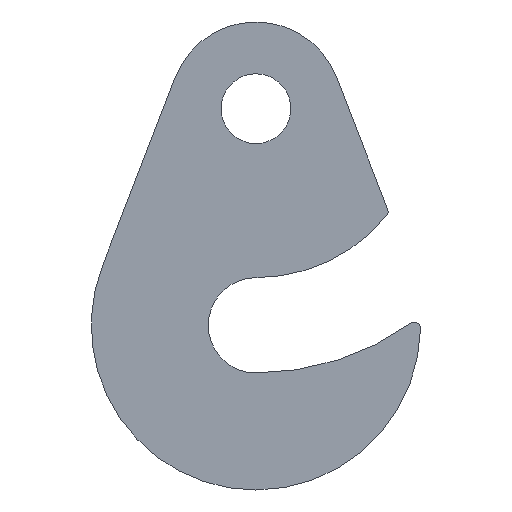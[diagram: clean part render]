
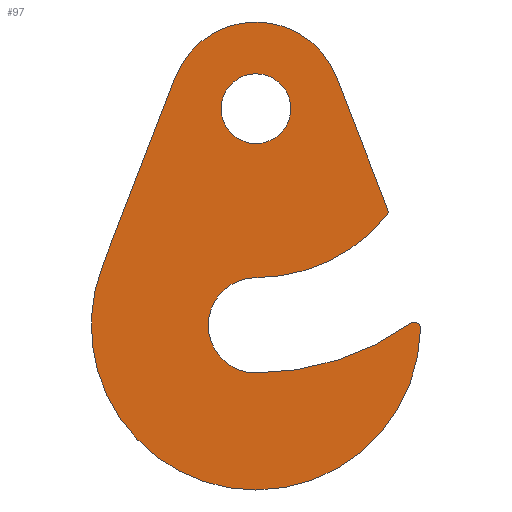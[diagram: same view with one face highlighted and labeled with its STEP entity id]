
A CAD part, front view. The second image highlights one B-rep face of the part: STEP entity #97.
In plain terms, the highlighted planar face has unit normal (0, -1, 0).
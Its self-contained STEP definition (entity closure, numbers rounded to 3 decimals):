
#5 = DIRECTION ( 'NONE',  ( 0., 0., -1. ) ) ;
#6 = DIRECTION ( 'NONE',  ( 0., 1., 0. ) ) ;
#7 = CARTESIAN_POINT ( 'NONE',  ( 0., 0., 0. ) ) ;
#8 = AXIS2_PLACEMENT_3D ( 'NONE', #7, #6, #5 ) ;
#9 = CIRCLE ( 'NONE', #8, 19.5 ) ;
#10 = ORIENTED_EDGE ( 'NONE', *, *, #11, .F. ) ;
#11 = EDGE_CURVE ( 'NONE', #12, #22, #9, .T. ) ;
#12 = VERTEX_POINT ( 'NONE', #204 ) ;
#13 = ORIENTED_EDGE ( 'NONE', *, *, #14, .F. ) ;
#14 = EDGE_CURVE ( 'NONE', #15, #12, #203, .T. ) ;
#15 = VERTEX_POINT ( 'NONE', #198 ) ;
#16 = ORIENTED_EDGE ( 'NONE', *, *, #17, .F. ) ;
#17 = EDGE_CURVE ( 'NONE', #18, #15, #197, .T. ) ;
#18 = VERTEX_POINT ( 'NONE', #193 ) ;
#19 = ORIENTED_EDGE ( 'NONE', *, *, #90, .F. ) ;
#20 = ORIENTED_EDGE ( 'NONE', *, *, #21, .F. ) ;
#21 = EDGE_CURVE ( 'NONE', #22, #105, #192, .T. ) ;
#22 = VERTEX_POINT ( 'NONE', #187 ) ;
#32 = VERTEX_POINT ( 'NONE', #232 ) ;
#34 = EDGE_CURVE ( 'NONE', #35, #32, #231, .T. ) ;
#35 = VERTEX_POINT ( 'NONE', #226 ) ;
#79 = ORIENTED_EDGE ( 'NONE', *, *, #80, .T. ) ;
#80 = EDGE_CURVE ( 'NONE', #32, #35, #286, .T. ) ;
#85 = ORIENTED_EDGE ( 'NONE', *, *, #34, .T. ) ;
#90 = EDGE_CURVE ( 'NONE', #91, #18, #329, .T. ) ;
#91 = VERTEX_POINT ( 'NONE', #324 ) ;
#92 = ORIENTED_EDGE ( 'NONE', *, *, #93, .F. ) ;
#93 = EDGE_CURVE ( 'NONE', #116, #91, #323, .T. ) ;
#97 = ADVANCED_FACE ( 'NONE', ( #314, #313 ), #312, .F. ) ;
#98 = EDGE_LOOP ( 'NONE', ( #99, #103, #20, #10, #13, #16, #19, #92, #132, #130 ) ) ;
#99 = ORIENTED_EDGE ( 'NONE', *, *, #100, .F. ) ;
#100 = EDGE_CURVE ( 'NONE', #101, #102, #307, .T. ) ;
#101 = VERTEX_POINT ( 'NONE', #302 ) ;
#102 = VERTEX_POINT ( 'NONE', #301 ) ;
#103 = ORIENTED_EDGE ( 'NONE', *, *, #104, .F. ) ;
#104 = EDGE_CURVE ( 'NONE', #105, #101, #363, .T. ) ;
#105 = VERTEX_POINT ( 'NONE', #358 ) ;
#112 = VERTEX_POINT ( 'NONE', #350 ) ;
#115 = EDGE_CURVE ( 'NONE', #112, #116, #345, .T. ) ;
#116 = VERTEX_POINT ( 'NONE', #340 ) ;
#127 = EDGE_CURVE ( 'NONE', #102, #112, #377, .T. ) ;
#128 = EDGE_LOOP ( 'NONE', ( #85, #79 ) ) ;
#130 = ORIENTED_EDGE ( 'NONE', *, *, #127, .F. ) ;
#132 = ORIENTED_EDGE ( 'NONE', *, *, #115, .F. ) ;
#187 = CARTESIAN_POINT ( 'NONE',  ( 0., 0., -19.5 ) ) ;
#188 = DIRECTION ( 'NONE',  ( 0., 0., 1. ) ) ;
#189 = DIRECTION ( 'NONE',  ( 0., -1., 0. ) ) ;
#190 = CARTESIAN_POINT ( 'NONE',  ( 0., 0., -25. ) ) ;
#191 = AXIS2_PLACEMENT_3D ( 'NONE', #190, #189, #188 ) ;
#192 = CIRCLE ( 'NONE', #191, 5.5 ) ;
#193 = CARTESIAN_POINT ( 'NONE',  ( 9.33, 0., 3.6 ) ) ;
#194 = DIRECTION ( 'NONE',  ( 0.36, 0., -0.933 ) ) ;
#195 = VECTOR ( 'NONE', #194, 1000. ) ;
#196 = CARTESIAN_POINT ( 'NONE',  ( 9.33, 0., 3.6 ) ) ;
#197 = LINE ( 'NONE', #196, #195 ) ;
#198 = CARTESIAN_POINT ( 'NONE',  ( 15.201, 0., -11.616 ) ) ;
#199 = DIRECTION ( 'NONE',  ( 0., 0., -1. ) ) ;
#200 = DIRECTION ( 'NONE',  ( 0., 1., 0. ) ) ;
#201 = CARTESIAN_POINT ( 'NONE',  ( 14.501, 0., -11.886 ) ) ;
#202 = AXIS2_PLACEMENT_3D ( 'NONE', #201, #200, #199 ) ;
#203 = CIRCLE ( 'NONE', #202, 0.75 ) ;
#204 = CARTESIAN_POINT ( 'NONE',  ( 15.081, 0., -12.361 ) ) ;
#226 = CARTESIAN_POINT ( 'NONE',  ( 0., 0., -4.025 ) ) ;
#227 = DIRECTION ( 'NONE',  ( 0., 0., 1. ) ) ;
#228 = DIRECTION ( 'NONE',  ( 0., 1., 0. ) ) ;
#229 = CARTESIAN_POINT ( 'NONE',  ( 0., 0., 0. ) ) ;
#230 = AXIS2_PLACEMENT_3D ( 'NONE', #229, #228, #227 ) ;
#231 = CIRCLE ( 'NONE', #230, 4.025 ) ;
#232 = CARTESIAN_POINT ( 'NONE',  ( 0., 0., 4.025 ) ) ;
#283 = DIRECTION ( 'NONE',  ( 0., 0., 1. ) ) ;
#284 = DIRECTION ( 'NONE',  ( 0., 1., 0. ) ) ;
#285 = AXIS2_PLACEMENT_3D ( 'NONE', #291, #284, #283 ) ;
#286 = CIRCLE ( 'NONE', #285, 4.025 ) ;
#291 = CARTESIAN_POINT ( 'NONE',  ( 0., 0., 0. ) ) ;
#301 = CARTESIAN_POINT ( 'NONE',  ( 18.996, 0., -25.385 ) ) ;
#302 = CARTESIAN_POINT ( 'NONE',  ( 17.808, 0., -24.761 ) ) ;
#303 = DIRECTION ( 'NONE',  ( 0., 0., 1. ) ) ;
#304 = DIRECTION ( 'NONE',  ( 0., 1., 0. ) ) ;
#305 = CARTESIAN_POINT ( 'NONE',  ( 18.246, 0., -25.37 ) ) ;
#306 = AXIS2_PLACEMENT_3D ( 'NONE', #305, #304, #303 ) ;
#307 = CIRCLE ( 'NONE', #306, 0.75 ) ;
#308 = DIRECTION ( 'NONE',  ( 0., 0., 1. ) ) ;
#309 = DIRECTION ( 'NONE',  ( 0., 1., 0. ) ) ;
#310 = CARTESIAN_POINT ( 'NONE',  ( 18.246, 0., -25.37 ) ) ;
#311 = AXIS2_PLACEMENT_3D ( 'NONE', #310, #309, #308 ) ;
#312 = PLANE ( 'NONE',  #311 ) ;
#313 = FACE_BOUND ( 'NONE', #128, .T. ) ;
#314 = FACE_OUTER_BOUND ( 'NONE', #98, .T. ) ;
#320 = DIRECTION ( 'NONE',  ( 0.36, 0., 0.933 ) ) ;
#321 = VECTOR ( 'NONE', #320, 1000. ) ;
#322 = CARTESIAN_POINT ( 'NONE',  ( -17.726, 0., -18.16 ) ) ;
#323 = LINE ( 'NONE', #322, #321 ) ;
#324 = CARTESIAN_POINT ( 'NONE',  ( -9.33, 0., 3.6 ) ) ;
#325 = DIRECTION ( 'NONE',  ( 0., 0., -1. ) ) ;
#326 = DIRECTION ( 'NONE',  ( 0., 1., 0. ) ) ;
#327 = CARTESIAN_POINT ( 'NONE',  ( 0., 0., 0. ) ) ;
#328 = AXIS2_PLACEMENT_3D ( 'NONE', #327, #326, #325 ) ;
#329 = CIRCLE ( 'NONE', #328, 10. ) ;
#340 = CARTESIAN_POINT ( 'NONE',  ( -17.726, 0., -18.16 ) ) ;
#341 = DIRECTION ( 'NONE',  ( 0., 0., 1. ) ) ;
#342 = DIRECTION ( 'NONE',  ( 0., 1., 0. ) ) ;
#343 = CARTESIAN_POINT ( 'NONE',  ( 0., 0., -25. ) ) ;
#344 = AXIS2_PLACEMENT_3D ( 'NONE', #343, #342, #341 ) ;
#345 = CIRCLE ( 'NONE', #344, 19. ) ;
#350 = CARTESIAN_POINT ( 'NONE',  ( 0., 0., -44. ) ) ;
#358 = CARTESIAN_POINT ( 'NONE',  ( 0., 0., -30.5 ) ) ;
#359 = DIRECTION ( 'NONE',  ( 0., 0., -1. ) ) ;
#360 = DIRECTION ( 'NONE',  ( 0., -1., 0. ) ) ;
#361 = CARTESIAN_POINT ( 'NONE',  ( 0., 0., 0. ) ) ;
#362 = AXIS2_PLACEMENT_3D ( 'NONE', #361, #360, #359 ) ;
#363 = CIRCLE ( 'NONE', #362, 30.5 ) ;
#374 = DIRECTION ( 'NONE',  ( 0., 0., 1. ) ) ;
#375 = DIRECTION ( 'NONE',  ( 0., 1., 0. ) ) ;
#376 = AXIS2_PLACEMENT_3D ( 'NONE', #383, #375, #374 ) ;
#377 = CIRCLE ( 'NONE', #376, 19. ) ;
#383 = CARTESIAN_POINT ( 'NONE',  ( 0., 0., -25. ) ) ;
